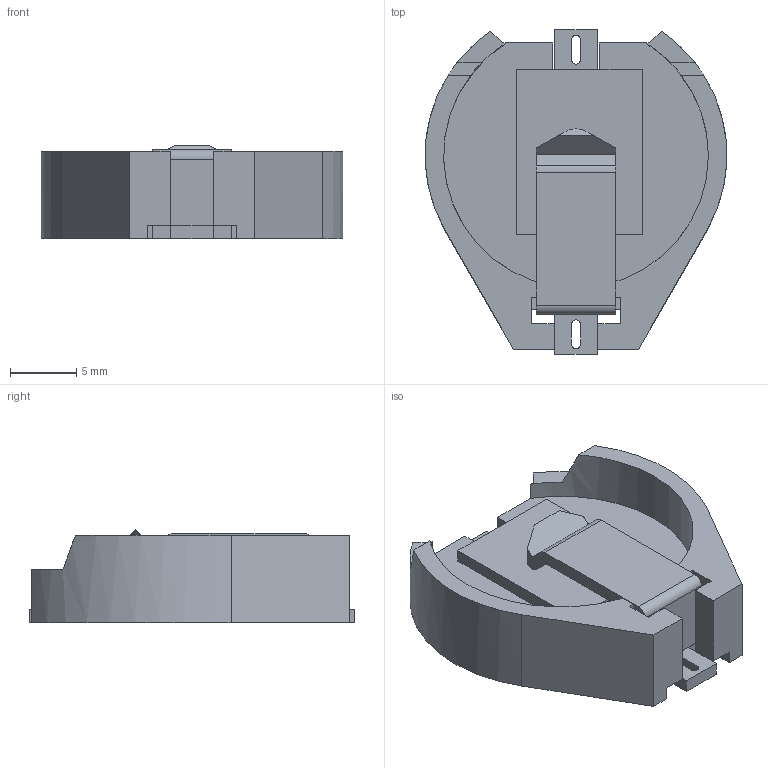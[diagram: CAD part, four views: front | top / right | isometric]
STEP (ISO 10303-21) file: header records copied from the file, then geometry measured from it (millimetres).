
FILE_DESCRIPTION(('FreeCAD Model'),'2;1');
FILE_NAME('Open CASCADE Shape Model','2022-03-19T11:16:01',(''),(''), 'Open CASCADE STEP processor 7.5','FreeCAD','Unknown');
FILE_SCHEMA(('AUTOMOTIVE_DESIGN { 1 0 10303 214 1 1 1 1 }'));
Length unit declared in the file: millimetre
Products named in the file (7): keystone_1061; Part; Body; Negative_terminal_plate; Negative_plate; Positive_terminal_plate; Positive_plate
Assembly tree (6 placements, depth 3):
  keystone_1061
    Part
      Body
    Negative_terminal_plate
      Negative_plate
    Positive_terminal_plate
      Positive_plate
Bounding box: 22.79 x 24.5 x 7.03 mm (x, y, z)
Volume: 1717.6 mm3; surface area: 2203 mm2
Topology: 3 solids, 3 shells, 91 faces, 258 edges, 172 vertices
Faces by surface type: plane 80, cylinder 11
Entity records: 6509 total; most frequent: CARTESIAN_POINT 1150, DIRECTION 990, LINE 704, VECTOR 704, ORIENTED_EDGE 516, PCURVE 516, DEFINITIONAL_REPRESENTATION 516, EDGE_CURVE 258
